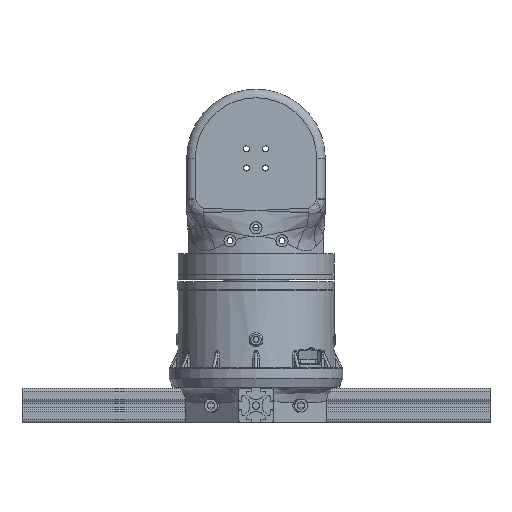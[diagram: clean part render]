
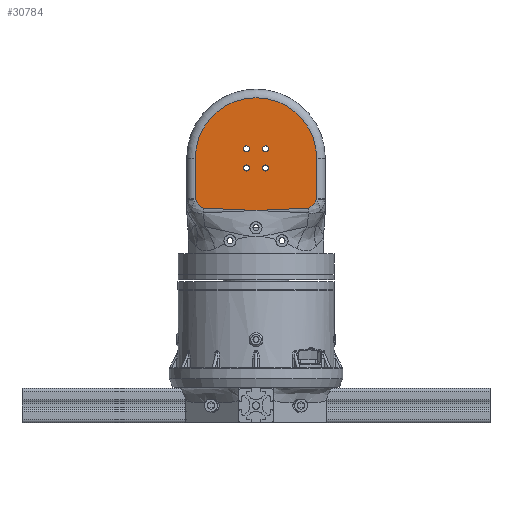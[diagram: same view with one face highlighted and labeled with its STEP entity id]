
A CAD part, left-side view. The second image highlights one B-rep face of the part: STEP entity #30784.
In plain terms, the highlighted face is planar.
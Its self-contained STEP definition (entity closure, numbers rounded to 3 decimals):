
#542=B_SPLINE_CURVE_WITH_KNOTS('',3,(#55538,#55539,#55540,#55541),
 .UNSPECIFIED.,.F.,.F.,(4,4),(-0.061,0.),
 .UNSPECIFIED.);
#547=B_SPLINE_CURVE_WITH_KNOTS('',3,(#55639,#55640,#55641,#55642),
 .UNSPECIFIED.,.F.,.F.,(4,4),(0.,0.061),
 .UNSPECIFIED.);
#556=B_SPLINE_CURVE_WITH_KNOTS('',3,(#55834,#55835,#55836,#55837,#55838,
#55839,#55840),.UNSPECIFIED.,.F.,.F.,(4,1,1,1,4),(-1.155,-1.054,
-0.953,-0.751,-0.448),.UNSPECIFIED.);
#558=B_SPLINE_CURVE_WITH_KNOTS('',3,(#55882,#55883,#55884,#55885,#55886,
#55887,#55888,#55889),.UNSPECIFIED.,.F.,.F.,(4,2,1,1,4),(-0.034,
0.,1.196,1.794,2.99),.UNSPECIFIED.);
#559=B_SPLINE_CURVE_WITH_KNOTS('',3,(#55925,#55926,#55927,#55928,#55929,
#55930,#55931,#55932),.UNSPECIFIED.,.F.,.F.,(4,1,1,2,4),(0.,1.196,
1.794,2.99,3.024),.UNSPECIFIED.);
#561=B_SPLINE_CURVE_WITH_KNOTS('',3,(#55976,#55977,#55978,#55979,#55980,
#55981,#55982),.UNSPECIFIED.,.F.,.F.,(4,1,1,1,4),(-0.706,-0.404,
-0.202,-0.101,0.),
 .UNSPECIFIED.);
#1439=FACE_BOUND('',#5678,.T.);
#1440=FACE_BOUND('',#5679,.T.);
#1441=FACE_BOUND('',#5680,.T.);
#1442=FACE_BOUND('',#5681,.T.);
#2079=PLANE('',#33610);
#3679=FACE_OUTER_BOUND('',#5677,.T.);
#5677=EDGE_LOOP('',(#26029,#26030,#26031,#26032,#26033,#26034,#26035,#26036,
#26037));
#5678=EDGE_LOOP('',(#26038));
#5679=EDGE_LOOP('',(#26039));
#5680=EDGE_LOOP('',(#26040));
#5681=EDGE_LOOP('',(#26041));
#7963=LINE('',#56412,#10514);
#7964=LINE('',#56419,#10515);
#10514=VECTOR('',#40305,10.);
#10515=VECTOR('',#40316,10.);
#12391=CIRCLE('',#33524,1.75);
#12393=CIRCLE('',#33527,1.75);
#12395=CIRCLE('',#33530,1.75);
#12397=CIRCLE('',#33533,1.75);
#12433=CIRCLE('',#33604,35.);
#14528=VERTEX_POINT('',#55060);
#14530=VERTEX_POINT('',#55066);
#14532=VERTEX_POINT('',#55072);
#14534=VERTEX_POINT('',#55078);
#14580=VERTEX_POINT('',#55535);
#14581=VERTEX_POINT('',#55537);
#14584=VERTEX_POINT('',#55629);
#14587=VERTEX_POINT('',#55637);
#14594=VERTEX_POINT('',#55832);
#14595=VERTEX_POINT('',#55873);
#14597=VERTEX_POINT('',#55923);
#14628=VERTEX_POINT('',#56410);
#14629=VERTEX_POINT('',#56414);
#18453=EDGE_CURVE('',#14528,#14528,#12391,.T.);
#18456=EDGE_CURVE('',#14530,#14530,#12393,.T.);
#18459=EDGE_CURVE('',#14532,#14532,#12395,.T.);
#18462=EDGE_CURVE('',#14534,#14534,#12397,.T.);
#18520=EDGE_CURVE('',#14580,#14581,#542,.T.);
#18528=EDGE_CURVE('',#14587,#14584,#547,.T.);
#18539=EDGE_CURVE('',#14594,#14587,#556,.T.);
#18541=EDGE_CURVE('',#14595,#14594,#558,.T.);
#18543=EDGE_CURVE('',#14597,#14595,#559,.T.);
#18545=EDGE_CURVE('',#14581,#14597,#561,.T.);
#18608=EDGE_CURVE('',#14580,#14628,#7963,.T.);
#18610=EDGE_CURVE('',#14628,#14629,#12433,.T.);
#18612=EDGE_CURVE('',#14629,#14584,#7964,.T.);
#26029=ORIENTED_EDGE('',*,*,#18520,.F.);
#26030=ORIENTED_EDGE('',*,*,#18608,.T.);
#26031=ORIENTED_EDGE('',*,*,#18610,.T.);
#26032=ORIENTED_EDGE('',*,*,#18612,.T.);
#26033=ORIENTED_EDGE('',*,*,#18528,.F.);
#26034=ORIENTED_EDGE('',*,*,#18539,.F.);
#26035=ORIENTED_EDGE('',*,*,#18541,.F.);
#26036=ORIENTED_EDGE('',*,*,#18543,.F.);
#26037=ORIENTED_EDGE('',*,*,#18545,.F.);
#26038=ORIENTED_EDGE('',*,*,#18453,.T.);
#26039=ORIENTED_EDGE('',*,*,#18456,.T.);
#26040=ORIENTED_EDGE('',*,*,#18459,.T.);
#26041=ORIENTED_EDGE('',*,*,#18462,.T.);
#30784=ADVANCED_FACE('',(#3679,#1439,#1440,#1441,#1442),#2079,.F.);
#33524=AXIS2_PLACEMENT_3D('',#55062,#40095,#40096);
#33527=AXIS2_PLACEMENT_3D('',#55068,#40102,#40103);
#33530=AXIS2_PLACEMENT_3D('',#55074,#40109,#40110);
#33533=AXIS2_PLACEMENT_3D('',#55080,#40116,#40117);
#33604=AXIS2_PLACEMENT_3D('',#56416,#40310,#40311);
#33610=AXIS2_PLACEMENT_3D('',#56558,#40323,#40324);
#40095=DIRECTION('center_axis',(-1.,0.,0.));
#40096=DIRECTION('ref_axis',(0.,-1.,0.));
#40102=DIRECTION('center_axis',(-1.,0.,0.));
#40103=DIRECTION('ref_axis',(0.,-1.,0.));
#40109=DIRECTION('center_axis',(-1.,0.,0.));
#40110=DIRECTION('ref_axis',(0.,-1.,0.));
#40116=DIRECTION('center_axis',(-1.,0.,0.));
#40117=DIRECTION('ref_axis',(0.,-1.,0.));
#40305=DIRECTION('',(0.,0.,-1.));
#40310=DIRECTION('center_axis',(1.,0.,0.));
#40311=DIRECTION('ref_axis',(0.,0.,-1.));
#40316=DIRECTION('',(0.,0.,1.));
#40323=DIRECTION('center_axis',(-1.,0.,0.));
#40324=DIRECTION('ref_axis',(0.,1.,0.));
#55060=CARTESIAN_POINT('',(45.,-3.75,-132.047));
#55062=CARTESIAN_POINT('Origin',(45.,-5.5,-132.047));
#55066=CARTESIAN_POINT('',(45.,7.25,-143.047));
#55068=CARTESIAN_POINT('Origin',(45.,5.5,-143.047));
#55072=CARTESIAN_POINT('',(45.,-3.75,-143.047));
#55074=CARTESIAN_POINT('Origin',(45.,-5.5,-143.047));
#55078=CARTESIAN_POINT('',(45.,7.25,-132.047));
#55080=CARTESIAN_POINT('Origin',(45.,5.5,-132.047));
#55535=CARTESIAN_POINT('',(45.,-35.,-114.43));
#55537=CARTESIAN_POINT('',(45.,-34.986,-113.817));
#55538=CARTESIAN_POINT('Ctrl Pts',(45.,-35.,-114.43));
#55539=CARTESIAN_POINT('Ctrl Pts',(45.,-35.,-114.226));
#55540=CARTESIAN_POINT('Ctrl Pts',(45.,-34.996,-114.021));
#55541=CARTESIAN_POINT('Ctrl Pts',(45.,-34.986,-113.817));
#55629=CARTESIAN_POINT('',(45.,35.,-114.43));
#55637=CARTESIAN_POINT('',(45.,34.986,-113.817));
#55639=CARTESIAN_POINT('Ctrl Pts',(45.,34.986,-113.817));
#55640=CARTESIAN_POINT('Ctrl Pts',(45.,34.996,-114.021));
#55641=CARTESIAN_POINT('Ctrl Pts',(45.,35.,-114.226));
#55642=CARTESIAN_POINT('Ctrl Pts',(45.,35.,-114.43));
#55832=CARTESIAN_POINT('',(45.,30.21,-108.887));
#55834=CARTESIAN_POINT('Ctrl Pts',(45.,30.21,-108.887));
#55835=CARTESIAN_POINT('Ctrl Pts',(45.,30.545,-108.916));
#55836=CARTESIAN_POINT('Ctrl Pts',(45.,31.179,-109.176));
#55837=CARTESIAN_POINT('Ctrl Pts',(45.,32.261,-109.984));
#55838=CARTESIAN_POINT('Ctrl Pts',(45.,33.61,-111.503));
#55839=CARTESIAN_POINT('Ctrl Pts',(45.,34.502,-112.931));
#55840=CARTESIAN_POINT('Ctrl Pts',(45.,34.986,-113.817));
#55873=CARTESIAN_POINT('',(45.,0.,-107.547));
#55882=CARTESIAN_POINT('Ctrl Pts',(45.,0.,-107.547));
#55883=CARTESIAN_POINT('Ctrl Pts',(45.,0.113,-107.547));
#55884=CARTESIAN_POINT('Ctrl Pts',(45.,0.227,-107.547));
#55885=CARTESIAN_POINT('Ctrl Pts',(45.,4.327,-107.551));
#55886=CARTESIAN_POINT('Ctrl Pts',(45.,10.31,-107.663));
#55887=CARTESIAN_POINT('Ctrl Pts',(45.,20.271,-108.115));
#55888=CARTESIAN_POINT('Ctrl Pts',(45.,26.237,-108.55));
#55889=CARTESIAN_POINT('Ctrl Pts',(45.,30.21,-108.887));
#55923=CARTESIAN_POINT('',(45.,-30.21,-108.887));
#55925=CARTESIAN_POINT('Ctrl Pts',(45.,-30.21,-108.887));
#55926=CARTESIAN_POINT('Ctrl Pts',(45.,-26.237,-108.55));
#55927=CARTESIAN_POINT('Ctrl Pts',(45.,-20.271,-108.115));
#55928=CARTESIAN_POINT('Ctrl Pts',(45.,-10.309,-107.663));
#55929=CARTESIAN_POINT('Ctrl Pts',(45.,-4.327,-107.551));
#55930=CARTESIAN_POINT('Ctrl Pts',(45.,-0.227,-107.547));
#55931=CARTESIAN_POINT('Ctrl Pts',(45.,-0.113,-107.547));
#55932=CARTESIAN_POINT('Ctrl Pts',(45.,0.,-107.547));
#55976=CARTESIAN_POINT('Ctrl Pts',(45.,-34.986,-113.817));
#55977=CARTESIAN_POINT('Ctrl Pts',(45.,-34.502,-112.931));
#55978=CARTESIAN_POINT('Ctrl Pts',(45.,-33.61,-111.503));
#55979=CARTESIAN_POINT('Ctrl Pts',(45.,-32.261,-109.984));
#55980=CARTESIAN_POINT('Ctrl Pts',(45.,-31.179,-109.176));
#55981=CARTESIAN_POINT('Ctrl Pts',(45.,-30.545,-108.916));
#55982=CARTESIAN_POINT('Ctrl Pts',(45.,-30.21,-108.887));
#56410=CARTESIAN_POINT('',(45.,-35.,-137.547));
#56412=CARTESIAN_POINT('',(45.,-35.,-107.547));
#56414=CARTESIAN_POINT('',(45.,35.,-137.547));
#56416=CARTESIAN_POINT('Origin',(45.,0.,-137.547));
#56419=CARTESIAN_POINT('',(45.,35.,-107.547));
#56558=CARTESIAN_POINT('Origin',(45.,-40.,-107.547));
